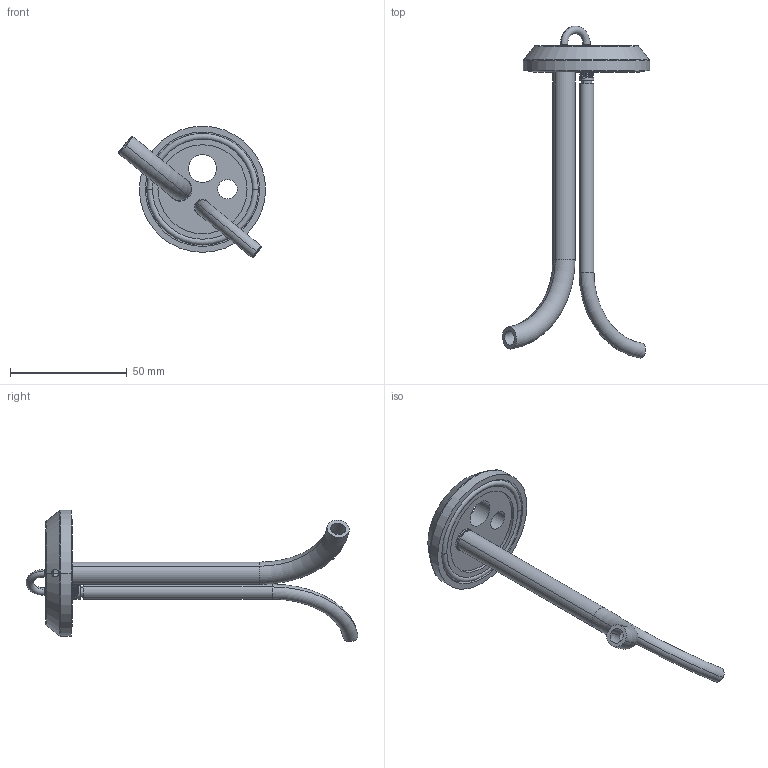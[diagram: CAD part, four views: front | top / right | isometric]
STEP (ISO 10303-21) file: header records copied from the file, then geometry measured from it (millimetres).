
FILE_DESCRIPTION((''),'2;1');
FILE_NAME('20-275_ASM','2019-11-12T08:28:23',('rsmith'),(''),'CREO PARAMETRIC BY PTC INC, 2018400','CREO PARAMETRIC BY PTC INC, 2018400','');
FILE_SCHEMA(('CONFIG_CONTROL_DESIGN'));
Length unit declared in the file: inch
Products named in the file (8): 12733; 50772; 50774; 50789; 91380; 91381; 91772; 20-275_ASM
Assembly tree (7 placements, depth 2):
  20-275_ASM
    12733
    50772
    50774
    50789
    91380
    91381
    91772
Bounding box: 62.97 x 141.99 x 56.33 mm (x, y, z)
Volume: 25263.4 mm3; surface area: 25309.1 mm2
Topology: 7 solids, 9 shells, 268 faces, 659 edges, 413 vertices
Faces by surface type: cylinder 84, plane 62, torus 48, cone 43, bspline 31
Entity records: 13994 total; most frequent: CARTESIAN_POINT 7630, ORIENTED_EDGE 1312, DIRECTION 1260, EDGE_CURVE 659, AXIS2_PLACEMENT_3D 523, VERTEX_POINT 413, EDGE_LOOP 299, FACE_OUTER_BOUND 268
